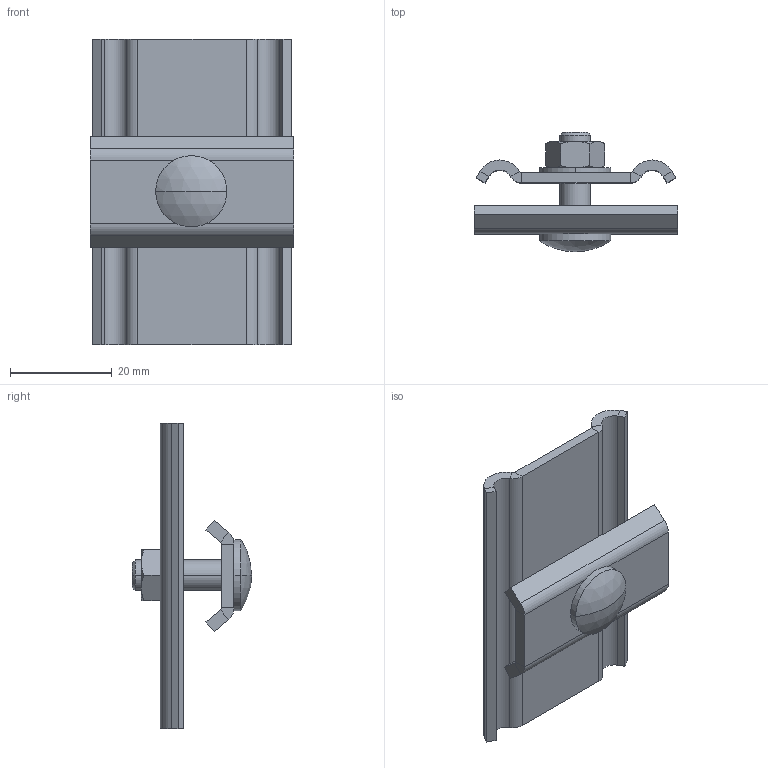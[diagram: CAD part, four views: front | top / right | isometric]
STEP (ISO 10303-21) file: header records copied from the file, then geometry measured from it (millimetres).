
FILE_DESCRIPTION (( 'STEP AP214' ), '1' );
FILE_NAME ('6016367.STP', '2016-08-23T08:40:06', ( '' ), ( '' ), 'SwSTEP 2.0', 'SolidWorks 2014', '' );
FILE_SCHEMA (( 'AUTOMOTIVE_DESIGN' ));
Length unit declared in the file: millimetre
Products named in the file (6): al嫢彋_Standard; KTS 14.001-019_M6x25-; felso_Standard; alsó_Standard; 6016367; 011424_Hexagon Nut ISO 4032 - M6 - D - C
Assembly tree (5 placements, depth 2):
  6016367
    alsó_Standard
    felso_Standard
    KTS 14.001-019_M6x25-
    al嫢彋_Standard
    011424_Hexagon Nut ISO 4032 - M6 - D - C
Bounding box: 40 x 23.5 x 60 mm (x, y, z)
Volume: 8560.3 mm3; surface area: 8971.7 mm2
Topology: 5 solids, 5 shells, 111 faces, 232 edges, 133 vertices
Faces by surface type: plane 61, cylinder 26, cone 22, sphere 2
Entity records: 3262 total; most frequent: CARTESIAN_POINT 628, DIRECTION 512, ORIENTED_EDGE 464, EDGE_CURVE 232, AXIS2_PLACEMENT_3D 193, VERTEX_POINT 133, VECTOR 126, LINE 126
